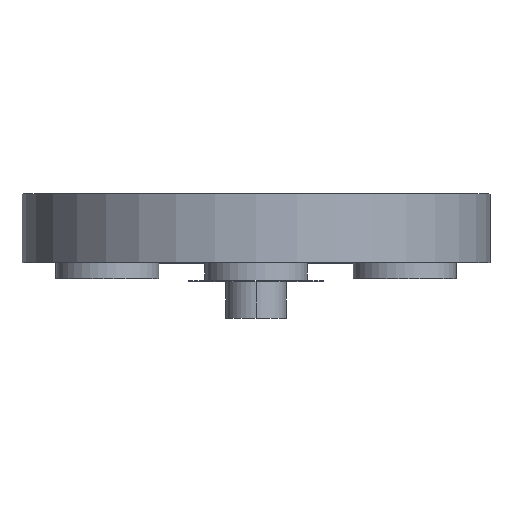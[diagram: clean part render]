
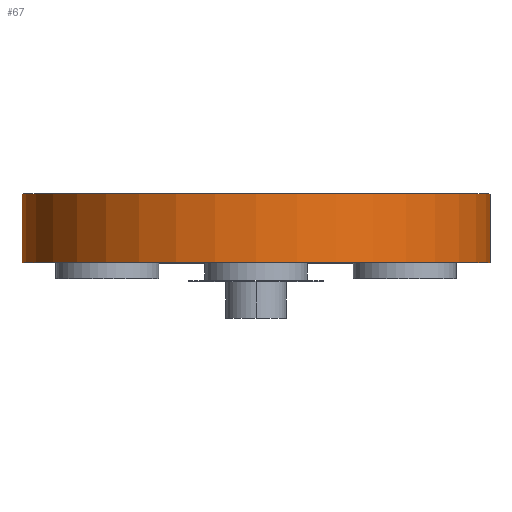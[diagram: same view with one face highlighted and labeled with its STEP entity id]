
A CAD part, top view. The second image highlights one B-rep face of the part: STEP entity #67.
In plain terms, the highlighted cylindrical face has radius 30 mm (diameter 60 mm), a partial arc.
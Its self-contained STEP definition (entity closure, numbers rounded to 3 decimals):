
#67=ADVANCED_FACE('',(#202),#203,.T.);
#202=FACE_OUTER_BOUND('',#451,.T.);
#203=CYLINDRICAL_SURFACE('',#452,30.0);
#451=EDGE_LOOP('',(#796,#797,#798,#799));
#452=AXIS2_PLACEMENT_3D('',#800,#801,#802);
#796=ORIENTED_EDGE('',*,*,#1845,.T.);
#797=ORIENTED_EDGE('',*,*,#1862,.T.);
#798=ORIENTED_EDGE('',*,*,#1843,.F.);
#799=ORIENTED_EDGE('',*,*,#1849,.F.);
#800=CARTESIAN_POINT('',(0.0,9.5,0.0));
#801=DIRECTION('',(0.0,-1.0,0.0));
#802=DIRECTION('',(1.0,0.0,0.0));
#1843=EDGE_CURVE('',#2208,#2209,#2210,.T.);
#1845=EDGE_CURVE('',#2213,#2211,#2214,.T.);
#1849=EDGE_CURVE('',#2213,#2208,#2218,.T.);
#1862=EDGE_CURVE('',#2211,#2209,#2241,.T.);
#2208=VERTEX_POINT('',#2767);
#2209=VERTEX_POINT('',#2768);
#2210=LINE('',#2769,#2770);
#2211=VERTEX_POINT('',#2771);
#2213=VERTEX_POINT('',#2773);
#2214=LINE('',#2774,#2775);
#2218=CIRCLE('',#2779,30.0);
#2241=CIRCLE('',#2806,30.0);
#2767=CARTESIAN_POINT('',(30.0,9.5,0.0));
#2768=CARTESIAN_POINT('',(30.0,0.7,0.0));
#2769=CARTESIAN_POINT('',(30.0,9.5,0.0));
#2770=VECTOR('',#3690,8.8);
#2771=CARTESIAN_POINT('',(-30.0,0.7,0.0));
#2773=CARTESIAN_POINT('',(-30.0,9.5,0.0));
#2774=CARTESIAN_POINT('',(-30.0,9.5,0.0));
#2775=VECTOR('',#3694,8.8);
#2779=AXIS2_PLACEMENT_3D('',#3704,#3705,#3706);
#2806=AXIS2_PLACEMENT_3D('',#3735,#3736,#3737);
#3690=DIRECTION('',(0.0,-1.0,0.0));
#3694=DIRECTION('',(0.0,-1.0,0.0));
#3704=CARTESIAN_POINT('',(0.0,9.5,0.0));
#3705=DIRECTION('',(0.0,1.0,0.0));
#3706=DIRECTION('',(-1.0,0.0,0.0));
#3735=CARTESIAN_POINT('',(0.0,0.7,0.0));
#3736=DIRECTION('',(0.0,1.0,0.0));
#3737=DIRECTION('',(-1.0,0.0,0.0));
